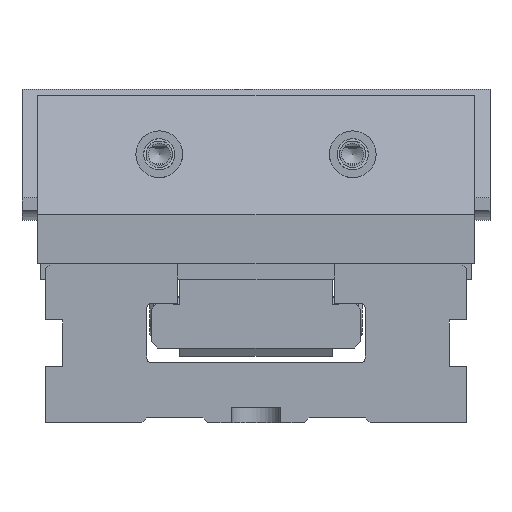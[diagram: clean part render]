
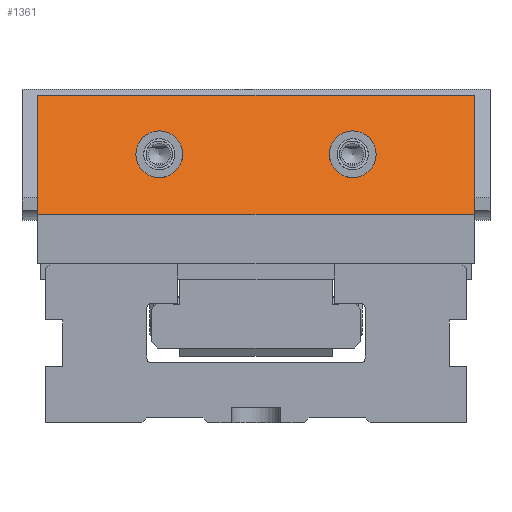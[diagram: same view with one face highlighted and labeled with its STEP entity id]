
A CAD part, left-side view. The second image highlights one B-rep face of the part: STEP entity #1361.
In plain terms, the highlighted planar face has unit normal (-0.924, 0, 0.383).
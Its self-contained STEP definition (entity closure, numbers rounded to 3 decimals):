
#151=ELLIPSE('',#8328,8.118,7.5);
#152=ELLIPSE('',#8334,8.118,7.5);
#694=FACE_BOUND('',#2523,.T.);
#695=FACE_BOUND('',#2524,.T.);
#696=FACE_BOUND('',#2525,.T.);
#1361=ADVANCED_FACE('',(#694,#695,#696),#1658,.F.);
#1658=PLANE('',#8336);
#2523=EDGE_LOOP('',(#4484,#4485,#4486,#4487));
#2524=EDGE_LOOP('',(#4488));
#2525=EDGE_LOOP('',(#4489));
#4484=ORIENTED_EDGE('',*,*,#6226,.F.);
#4485=ORIENTED_EDGE('',*,*,#6216,.F.);
#4486=ORIENTED_EDGE('',*,*,#6239,.F.);
#4487=ORIENTED_EDGE('',*,*,#6245,.F.);
#4488=ORIENTED_EDGE('',*,*,#6264,.T.);
#4489=ORIENTED_EDGE('',*,*,#6267,.F.);
#5235=VERTEX_POINT('',#12859);
#5236=VERTEX_POINT('',#12861);
#5245=VERTEX_POINT('',#12881);
#5254=VERTEX_POINT('',#12903);
#5269=VERTEX_POINT('',#12955);
#5272=VERTEX_POINT('',#12964);
#6216=EDGE_CURVE('',#5235,#5236,#6926,.T.);
#6226=EDGE_CURVE('',#5236,#5245,#6935,.T.);
#6239=EDGE_CURVE('',#5254,#5235,#6947,.T.);
#6245=EDGE_CURVE('',#5245,#5254,#6953,.T.);
#6264=EDGE_CURVE('',#5269,#5269,#151,.T.);
#6267=EDGE_CURVE('',#5272,#5272,#152,.T.);
#6926=LINE('',#12860,#7610);
#6935=LINE('',#12880,#7619);
#6947=LINE('',#12904,#7631);
#6953=LINE('',#12915,#7637);
#7610=VECTOR('',#10301,1.);
#7619=VECTOR('',#10314,1.);
#7631=VECTOR('',#10330,1.);
#7637=VECTOR('',#10340,1.);
#8328=AXIS2_PLACEMENT_3D('',#12954,#10387,#10388);
#8334=AXIS2_PLACEMENT_3D('',#12963,#10399,#10400);
#8336=AXIS2_PLACEMENT_3D('',#12966,#10403,#10404);
#10301=DIRECTION('',(0.,-1.,0.));
#10314=DIRECTION('',(-0.383,0.,-0.924));
#10330=DIRECTION('',(0.383,0.,0.924));
#10340=DIRECTION('',(0.,1.,0.));
#10387=DIRECTION('',(0.924,0.,-0.383));
#10388=DIRECTION('',(0.383,0.,0.924));
#10399=DIRECTION('',(-0.924,0.,0.383));
#10400=DIRECTION('',(0.383,0.,0.924));
#10403=DIRECTION('',(0.924,0.,-0.383));
#10404=DIRECTION('',(-0.383,0.,-0.924));
#12859=CARTESIAN_POINT('',(15.823,137.5,105.4));
#12860=CARTESIAN_POINT('',(15.823,67.5,105.4));
#12861=CARTESIAN_POINT('',(15.823,-2.5,105.4));
#12880=CARTESIAN_POINT('',(8.439,-2.5,87.573));
#12881=CARTESIAN_POINT('',(0.,-2.5,67.2));
#12903=CARTESIAN_POINT('',(0.,137.5,67.2));
#12904=CARTESIAN_POINT('',(8.439,137.5,87.573));
#12915=CARTESIAN_POINT('',(0.,67.5,67.2));
#12954=CARTESIAN_POINT('',(7.994,36.5,86.5));
#12955=CARTESIAN_POINT('',(11.101,36.5,94.));
#12963=CARTESIAN_POINT('',(7.994,98.5,86.5));
#12964=CARTESIAN_POINT('',(11.101,98.5,94.));
#12966=CARTESIAN_POINT('',(0.,67.5,67.2));
